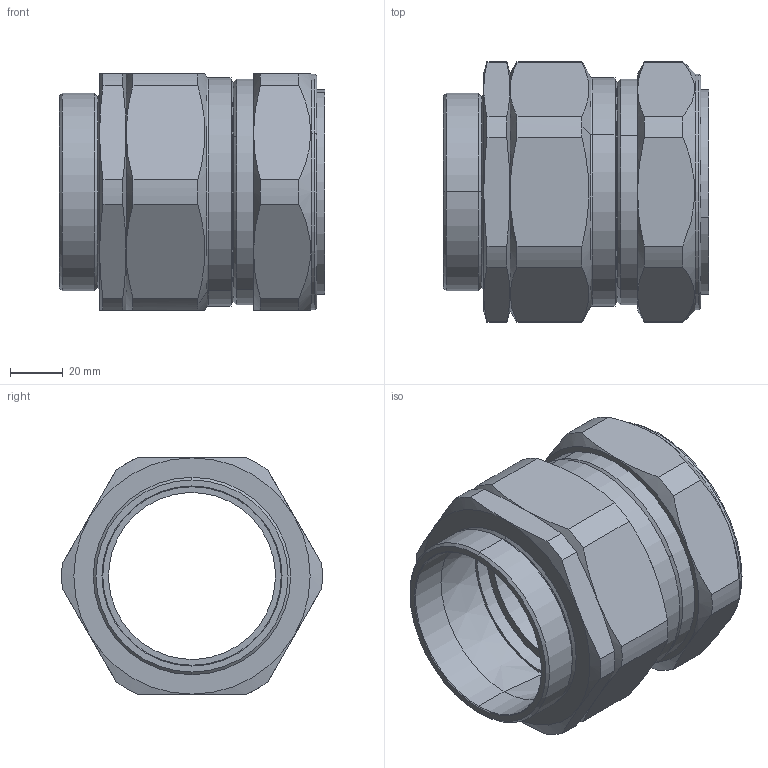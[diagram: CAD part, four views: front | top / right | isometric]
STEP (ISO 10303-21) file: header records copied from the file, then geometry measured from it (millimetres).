
FILE_DESCRIPTION (( 'STEP AP203' ), '1' );
FILE_NAME ('CX 75s.step', '2015-12-01T15:40:54', ( 'bel_it' ), ( '' ), 'SwSTEP 2.0', 'SolidWorks 2014', '' );
FILE_SCHEMA (( 'CONFIG_CONTROL_DESIGN' ));
Length unit declared in the file: millimetre
Products named in the file (1): CX 75s
Bounding box: 100.75 x 98.95 x 90 mm (x, y, z)
Surface area: 66752.4 mm2 (no closed solid volume)
Topology: 0 solids, 8 shells, 125 faces, 308 edges, 194 vertices
Faces by surface type: cone 46, cylinder 42, plane 29, torus 8
Entity records: 4126 total; most frequent: CARTESIAN_POINT 1070, DIRECTION 668, ORIENTED_EDGE 584, EDGE_CURVE 308, AXIS2_PLACEMENT_3D 284, VERTEX_POINT 194, CIRCLE 158, EDGE_LOOP 136
